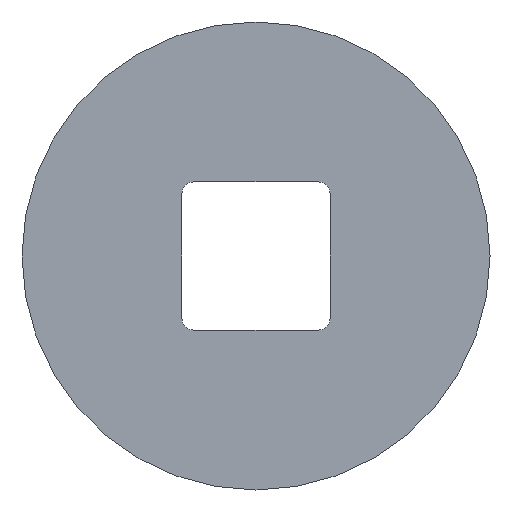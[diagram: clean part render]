
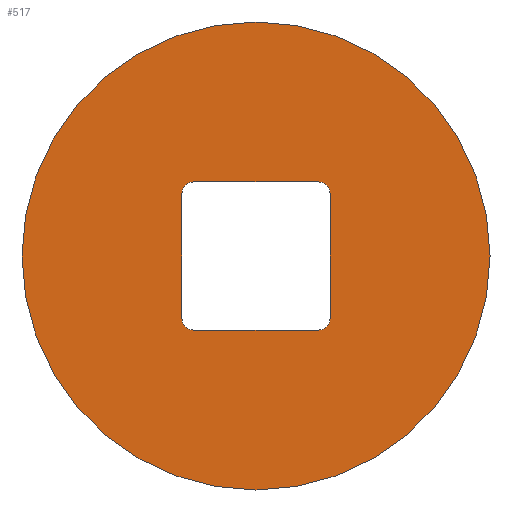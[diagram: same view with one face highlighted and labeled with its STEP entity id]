
A CAD part, front view. The second image highlights one B-rep face of the part: STEP entity #517.
In plain terms, the highlighted planar face has unit normal (0, -1, 0).
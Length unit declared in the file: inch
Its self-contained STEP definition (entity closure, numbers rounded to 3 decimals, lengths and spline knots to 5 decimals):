
#16=FACE_BOUND('',#94,.T.);
#35=PLANE('',#589);
#63=FACE_OUTER_BOUND('',#93,.T.);
#93=EDGE_LOOP('',(#438,#439));
#94=EDGE_LOOP('',(#440,#441,#442,#443,#444,#445,#446,#447));
#128=LINE('',#995,#165);
#129=LINE('',#997,#166);
#130=LINE('',#999,#167);
#131=LINE('',#1001,#168);
#165=VECTOR('',#721,0.105);
#166=VECTOR('',#724,0.105);
#167=VECTOR('',#727,0.105);
#168=VECTOR('',#730,0.105);
#169=CIRCLE('',#539,0.1975);
#170=CIRCLE('',#540,0.1975);
#189=CIRCLE('',#573,0.01);
#191=CIRCLE('',#576,0.01);
#193=CIRCLE('',#579,0.01);
#196=CIRCLE('',#584,0.01);
#197=VERTEX_POINT('',#735);
#198=VERTEX_POINT('',#736);
#225=VERTEX_POINT('',#954);
#226=VERTEX_POINT('',#955);
#229=VERTEX_POINT('',#963);
#230=VERTEX_POINT('',#964);
#233=VERTEX_POINT('',#972);
#234=VERTEX_POINT('',#973);
#239=VERTEX_POINT('',#989);
#240=VERTEX_POINT('',#990);
#241=EDGE_CURVE('',#197,#198,#169,.T.);
#242=EDGE_CURVE('',#198,#197,#170,.T.);
#286=EDGE_CURVE('',#225,#226,#189,.T.);
#290=EDGE_CURVE('',#229,#230,#191,.T.);
#294=EDGE_CURVE('',#233,#234,#193,.T.);
#303=EDGE_CURVE('',#239,#240,#196,.T.);
#306=EDGE_CURVE('',#239,#226,#128,.T.);
#307=EDGE_CURVE('',#225,#230,#129,.T.);
#308=EDGE_CURVE('',#229,#234,#130,.T.);
#309=EDGE_CURVE('',#233,#240,#131,.T.);
#438=ORIENTED_EDGE('',*,*,#241,.T.);
#439=ORIENTED_EDGE('',*,*,#242,.T.);
#440=ORIENTED_EDGE('',*,*,#309,.T.);
#441=ORIENTED_EDGE('',*,*,#303,.F.);
#442=ORIENTED_EDGE('',*,*,#306,.T.);
#443=ORIENTED_EDGE('',*,*,#286,.F.);
#444=ORIENTED_EDGE('',*,*,#307,.T.);
#445=ORIENTED_EDGE('',*,*,#290,.F.);
#446=ORIENTED_EDGE('',*,*,#308,.T.);
#447=ORIENTED_EDGE('',*,*,#294,.F.);
#517=ADVANCED_FACE('',(#63,#16),#35,.T.);
#539=AXIS2_PLACEMENT_3D('',#737,#594,#595);
#540=AXIS2_PLACEMENT_3D('',#738,#596,#597);
#573=AXIS2_PLACEMENT_3D('',#956,#683,#684);
#576=AXIS2_PLACEMENT_3D('',#965,#691,#692);
#579=AXIS2_PLACEMENT_3D('',#974,#699,#700);
#584=AXIS2_PLACEMENT_3D('',#991,#715,#716);
#589=AXIS2_PLACEMENT_3D('',#1002,#731,#732);
#594=DIRECTION('center_axis',(0.,-1.,0.));
#595=DIRECTION('ref_axis',(0.,0.,1.));
#596=DIRECTION('center_axis',(0.,-1.,0.));
#597=DIRECTION('ref_axis',(0.,0.,1.));
#683=DIRECTION('center_axis',(0.,-1.,0.));
#684=DIRECTION('ref_axis',(0.,0.,-1.));
#691=DIRECTION('center_axis',(0.,-1.,0.));
#692=DIRECTION('ref_axis',(0.,0.,-1.));
#699=DIRECTION('center_axis',(0.,-1.,0.));
#700=DIRECTION('ref_axis',(0.,0.,-1.));
#715=DIRECTION('center_axis',(0.,-1.,0.));
#716=DIRECTION('ref_axis',(0.,0.,-1.));
#721=DIRECTION('',(1.,0.,0.));
#724=DIRECTION('',(0.,0.,-1.));
#727=DIRECTION('',(-1.,0.,0.));
#730=DIRECTION('',(0.,0.,1.));
#731=DIRECTION('center_axis',(0.,-1.,0.));
#732=DIRECTION('ref_axis',(0.,0.,-1.));
#735=CARTESIAN_POINT('',(0.,0.,0.1975));
#736=CARTESIAN_POINT('',(0.,0.,-0.1975));
#737=CARTESIAN_POINT('Origin',(0.,0.,0.));
#738=CARTESIAN_POINT('Origin',(0.,0.,0.));
#954=CARTESIAN_POINT('',(0.0625,0.,0.0525));
#955=CARTESIAN_POINT('',(0.0525,0.,0.0625));
#956=CARTESIAN_POINT('Origin',(0.0525,0.,0.0525));
#963=CARTESIAN_POINT('',(0.0525,0.,-0.0625));
#964=CARTESIAN_POINT('',(0.0625,0.,-0.0525));
#965=CARTESIAN_POINT('Origin',(0.0525,0.,-0.0525));
#972=CARTESIAN_POINT('',(-0.0625,0.,-0.0525));
#973=CARTESIAN_POINT('',(-0.0525,0.,-0.0625));
#974=CARTESIAN_POINT('Origin',(-0.0525,0.,-0.0525));
#989=CARTESIAN_POINT('',(-0.0525,0.,0.0625));
#990=CARTESIAN_POINT('',(-0.0625,0.,0.0525));
#991=CARTESIAN_POINT('Origin',(-0.0525,0.,0.0525));
#995=CARTESIAN_POINT('',(-0.0525,0.,0.0625));
#997=CARTESIAN_POINT('',(0.0625,0.,0.0525));
#999=CARTESIAN_POINT('',(0.0525,0.,-0.0625));
#1001=CARTESIAN_POINT('',(-0.0625,0.,-0.0525));
#1002=CARTESIAN_POINT('Origin',(0.,0.,0.));
